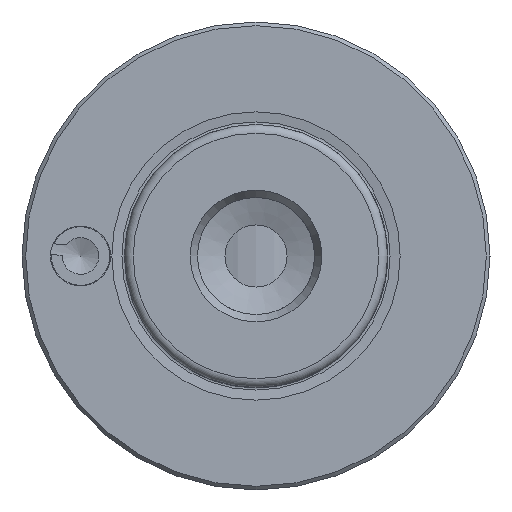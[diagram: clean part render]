
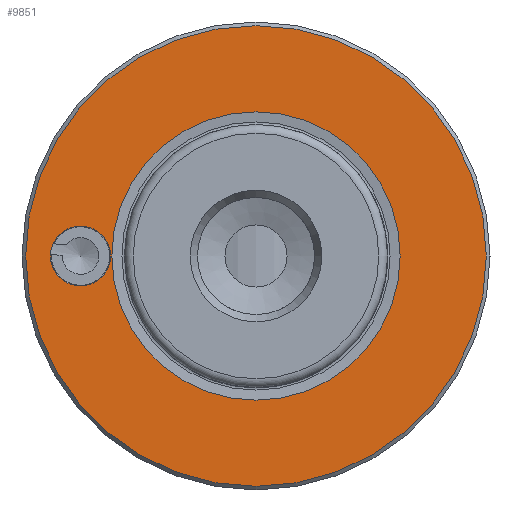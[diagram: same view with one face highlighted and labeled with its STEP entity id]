
A CAD part, left-side view. The second image highlights one B-rep face of the part: STEP entity #9851.
In plain terms, the highlighted planar face has unit normal (-1, 0, 0).
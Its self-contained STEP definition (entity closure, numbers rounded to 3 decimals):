
#426=PLANE('',#10770);
#836=FACE_BOUND('',#1696,.T.);
#837=FACE_BOUND('',#1697,.T.);
#1107=FACE_OUTER_BOUND('',#1695,.T.);
#1695=EDGE_LOOP('',(#7086));
#1696=EDGE_LOOP('',(#7087));
#1697=EDGE_LOOP('',(#7088));
#3796=CIRCLE('',#10769,19.715);
#3797=CIRCLE('',#10771,31.5);
#3798=CIRCLE('',#10772,4.1);
#4286=VERTEX_POINT('',#15805);
#4287=VERTEX_POINT('',#15809);
#4288=VERTEX_POINT('',#15811);
#5356=EDGE_CURVE('',#4286,#4286,#3796,.T.);
#5357=EDGE_CURVE('',#4287,#4287,#3797,.T.);
#5358=EDGE_CURVE('',#4288,#4288,#3798,.T.);
#7086=ORIENTED_EDGE('',*,*,#5357,.T.);
#7087=ORIENTED_EDGE('',*,*,#5358,.F.);
#7088=ORIENTED_EDGE('',*,*,#5356,.F.);
#9851=ADVANCED_FACE('',(#1107,#836,#837),#426,.F.);
#10769=AXIS2_PLACEMENT_3D('',#15807,#12088,#12089);
#10770=AXIS2_PLACEMENT_3D('',#15808,#12090,#12091);
#10771=AXIS2_PLACEMENT_3D('',#15810,#12092,#12093);
#10772=AXIS2_PLACEMENT_3D('',#15812,#12094,#12095);
#12088=DIRECTION('center_axis',(-1.,0.,0.));
#12089=DIRECTION('ref_axis',(0.,-1.,0.));
#12090=DIRECTION('center_axis',(1.,0.,0.));
#12091=DIRECTION('ref_axis',(0.,1.,0.));
#12092=DIRECTION('center_axis',(-1.,0.,0.));
#12093=DIRECTION('ref_axis',(0.,-1.,0.));
#12094=DIRECTION('center_axis',(-1.,0.,0.));
#12095=DIRECTION('ref_axis',(0.,0.,1.));
#15805=CARTESIAN_POINT('',(-67.,19.715,0.));
#15807=CARTESIAN_POINT('Origin',(-67.,0.,0.));
#15808=CARTESIAN_POINT('Origin',(-67.,19.715,0.));
#15809=CARTESIAN_POINT('',(-67.,-31.5,0.));
#15810=CARTESIAN_POINT('Origin',(-67.,0.,0.));
#15811=CARTESIAN_POINT('',(-67.,24.,-4.1));
#15812=CARTESIAN_POINT('Origin',(-67.,24.,0.));
